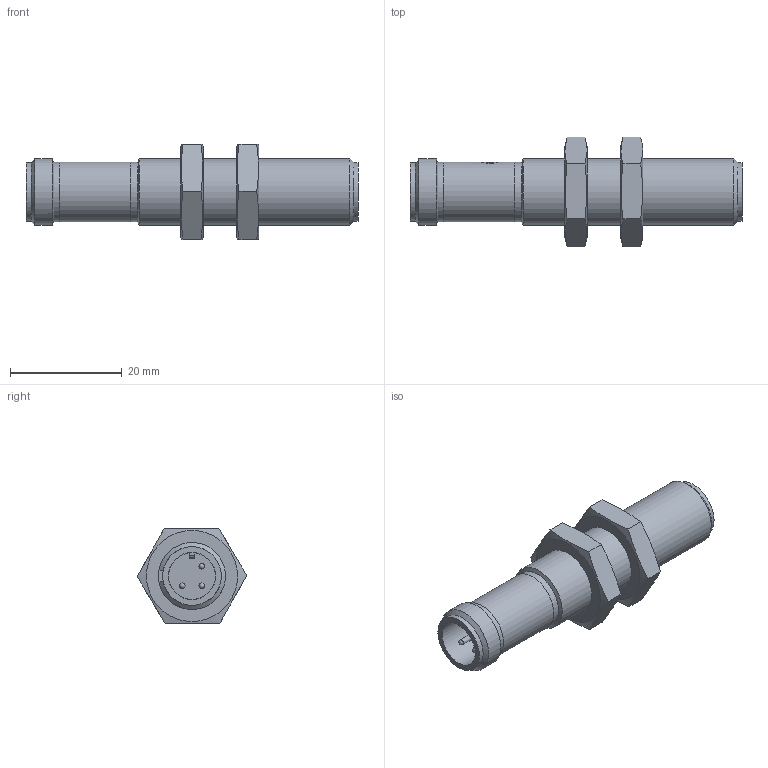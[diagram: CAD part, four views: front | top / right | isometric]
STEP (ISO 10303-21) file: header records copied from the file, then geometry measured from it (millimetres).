
FILE_DESCRIPTION (( 'STEP AP214' ), '1' );
FILE_NAME ('PBM-AN-1H.STEP', '2012-06-18T19:55:39', ( '.adc' ), ( '' ), 'SwSTEP 2.0', 'SolidWorks 2011', '' );
FILE_SCHEMA (( 'AUTOMOTIVE_DESIGN' ));
Length unit declared in the file: millimetre
Products named in the file (1): PBM-AN-1H
Bounding box: 59.5 x 19.63 x 17.11 mm (x, y, z)
Volume: 6989.9 mm3; surface area: 4987.9 mm2
Topology: 9 solids, 9 shells, 66 faces, 151 edges, 98 vertices
Faces by surface type: plane 38, cylinder 17, cone 8, sphere 3
Full cylindrical faces by diameter (mm): 1 x3, 1.5 x2, 3.5 x1, 8.4 x1, 10.5 x2, 10.62 x1, 12 x4
Entity records: 2089 total; most frequent: CARTESIAN_POINT 491, DIRECTION 249, ORIENTED_EDGE 210, AXIS2_PLACEMENT_3D 106, EDGE_CURVE 105, EDGE_LOOP 95, FACE_OUTER_BOUND 80, VERTEX_POINT 80
